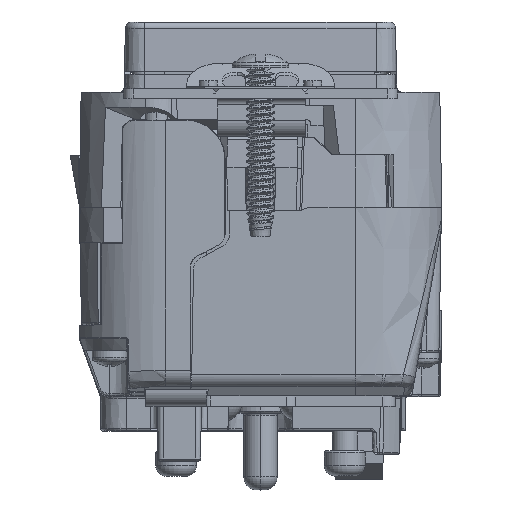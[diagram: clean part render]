
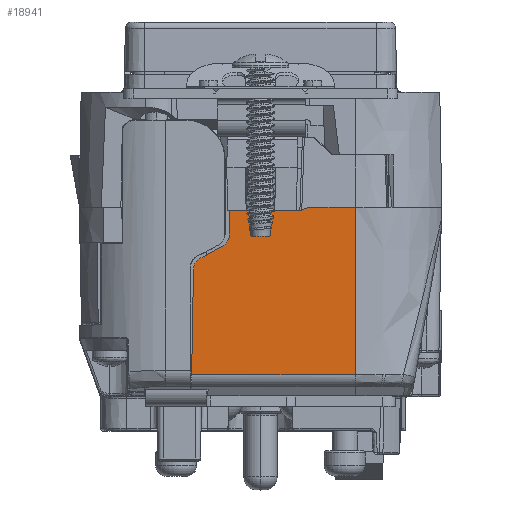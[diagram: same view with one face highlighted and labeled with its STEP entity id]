
A CAD part, top view. The second image highlights one B-rep face of the part: STEP entity #18941.
In plain terms, the highlighted planar face has unit normal (0, -0.018, 1).
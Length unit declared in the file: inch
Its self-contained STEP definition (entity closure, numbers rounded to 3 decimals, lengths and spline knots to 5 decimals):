
#2696 = VECTOR ( 'NONE', #126716, 39.37008 ) ;
#3922 = ORIENTED_EDGE ( 'NONE', *, *, #109669, .T. ) ;
#4401 = DIRECTION ( 'NONE',  ( 0., -1., -0.017 ) ) ;
#5016 = VERTEX_POINT ( 'NONE', #49966 ) ;
#6229 = EDGE_CURVE ( 'NONE', #110737, #59846, #98124, .T. ) ;
#8271 = CARTESIAN_POINT ( 'NONE',  ( 1.57018, 1.2021, 4.54535 ) ) ;
#8425 = LINE ( 'NONE', #58447, #145681 ) ;
#8959 = CARTESIAN_POINT ( 'NONE',  ( 1.57117, 2.00158, 4.5593 ) ) ;
#10634 = VERTEX_POINT ( 'NONE', #131875 ) ;
#11136 = ORIENTED_EDGE ( 'NONE', *, *, #135150, .T. ) ;
#11502 = VERTEX_POINT ( 'NONE', #81767 ) ;
#15216 = VECTOR ( 'NONE', #145716, 39.37008 ) ;
#16222 = EDGE_CURVE ( 'NONE', #108183, #26458, #61022, .T. ) ;
#17755 = ORIENTED_EDGE ( 'NONE', *, *, #26462, .T. ) ;
#18941 = ADVANCED_FACE ( 'NONE', ( #39740 ), #63404, .T. ) ;
#19911 = CARTESIAN_POINT ( 'NONE',  ( 1.57117, 1.2021, 4.54535 ) ) ;
#20166 = CARTESIAN_POINT ( 'NONE',  ( 1.34713, 2.00158, 4.5593 ) ) ;
#23642 = CARTESIAN_POINT ( 'NONE',  ( 0.96817, 1.86911, 4.55699 ) ) ;
#24855 = VECTOR ( 'NONE', #146075, 39.37008 ) ;
#26458 = VERTEX_POINT ( 'NONE', #135327 ) ;
#26462 = EDGE_CURVE ( 'NONE', #5016, #110737, #53410, .T. ) ;
#27445 = ORIENTED_EDGE ( 'NONE', *, *, #105561, .T. ) ;
#28572 = DIRECTION ( 'NONE',  ( 0., -0.017, 1. ) ) ;
#28987 = CARTESIAN_POINT ( 'NONE',  ( 1.57084, 1.2021, 4.54535 ) ) ;
#29478 = CARTESIAN_POINT ( 'NONE',  ( 1.57051, 1.2021, 4.54535 ) ) ;
#33553 =( BOUNDED_CURVE ( )  B_SPLINE_CURVE ( 3, ( #147252, #66056, #135669, #110901 ),
 .UNSPECIFIED., .F., .T. ) 
 B_SPLINE_CURVE_WITH_KNOTS ( ( 4, 4 ),
 ( 0.41348, 1.55334 ),
 .UNSPECIFIED. ) 
 CURVE ( )  GEOMETRIC_REPRESENTATION_ITEM ( )  RATIONAL_B_SPLINE_CURVE ( ( 1., 0.895, 0.895, 1. ) ) 
 REPRESENTATION_ITEM ( '' )  );
#36221 = ORIENTED_EDGE ( 'NONE', *, *, #132424, .T. ) ;
#36254 = EDGE_LOOP ( 'NONE', ( #11136, #47522, #36221, #27445, #17755, #59696, #128467, #118561, #70296, #3922, #105339, #84345 ) ) ;
#39740 = FACE_OUTER_BOUND ( 'NONE', #36254, .T. ) ;
#39879 = CARTESIAN_POINT ( 'NONE',  ( 0.90699, 1.79637, 4.55572 ) ) ;
#40598 = CARTESIAN_POINT ( 'NONE',  ( 1.35302, 2.00372, 4.55934 ) ) ;
#41590 = CARTESIAN_POINT ( 'NONE',  ( 1.57017, 1.2021, 4.54535 ) ) ;
#42509 = CARTESIAN_POINT ( 'NONE',  ( 1.57117, 2.00158, 4.5593 ) ) ;
#44163 = DIRECTION ( 'NONE',  ( 1., 0., 0. ) ) ;
#46054 = CARTESIAN_POINT ( 'NONE',  ( 1.311, 1.98843, 4.55907 ) ) ;
#47509 = B_SPLINE_CURVE_WITH_KNOTS ( 'NONE', 3,
 ( #46054, #47535, #139838, #57593 ),
 .UNSPECIFIED., .F., .F.,
 ( 4, 4 ),
 ( 0., 1. ),
 .UNSPECIFIED. ) ;
#47522 = ORIENTED_EDGE ( 'NONE', *, *, #16222, .T. ) ;
#47535 = CARTESIAN_POINT ( 'NONE',  ( 1.31093, 1.98803, 4.55907 ) ) ;
#49085 = EDGE_CURVE ( 'NONE', #59846, #10634, #47509, .T. ) ;
#49948 = CARTESIAN_POINT ( 'NONE',  ( 0.94129, 1.81908, 4.55612 ) ) ;
#49966 = CARTESIAN_POINT ( 'NONE',  ( 1.57117, 2.00158, 4.5593 ) ) ;
#52926 = EDGE_CURVE ( 'NONE', #126584, #148980, #8425, .T. ) ;
#53410 = LINE ( 'NONE', #42509, #83688 ) ;
#54792 = LINE ( 'NONE', #8959, #15216 ) ;
#55207 = CARTESIAN_POINT ( 'NONE',  ( 1.57117, 1.2021, 4.54535 ) ) ;
#57593 = CARTESIAN_POINT ( 'NONE',  ( 1.31071, 1.98658, 4.55904 ) ) ;
#58447 = CARTESIAN_POINT ( 'NONE',  ( 0.96817, 2.00158, 4.5593 ) ) ;
#59696 = ORIENTED_EDGE ( 'NONE', *, *, #6229, .T. ) ;
#59846 = VERTEX_POINT ( 'NONE', #132451 ) ;
#60765 = B_SPLINE_CURVE_WITH_KNOTS ( 'NONE', 3,
 ( #98038, #41590, #8271, #89014, #29478, #28987, #19911 ),
 .UNSPECIFIED., .F., .F.,
 ( 4, 3, 4 ),
 ( 0., 0., 0.00003 ),
 .UNSPECIFIED. ) ;
#61022 = LINE ( 'NONE', #55207, #135198 ) ;
#61217 = AXIS2_PLACEMENT_3D ( 'NONE', #142596, #28572, #4401 ) ;
#63404 = PLANE ( 'NONE',  #61217 ) ;
#66056 = CARTESIAN_POINT ( 'NONE',  ( 0.81111, 1.75045, 4.55492 ) ) ;
#68287 = CARTESIAN_POINT ( 'NONE',  ( 1.57117, 1.98658, 4.55904 ) ) ;
#69417 = CARTESIAN_POINT ( 'NONE',  ( 1.57117, 1.2021, 4.54535 ) ) ;
#70296 = ORIENTED_EDGE ( 'NONE', *, *, #52926, .T. ) ;
#71825 = CARTESIAN_POINT ( 'NONE',  ( 0.96817, 1.98658, 4.55904 ) ) ;
#71966 =( BOUNDED_CURVE ( )  B_SPLINE_CURVE ( 3, ( #119549, #107412, #39879, #49948 ),
 .UNSPECIFIED., .F., .F. ) 
 B_SPLINE_CURVE_WITH_KNOTS ( ( 4, 4 ),
 ( 3.55508, 3.72651 ),
 .UNSPECIFIED. ) 
 CURVE ( )  GEOMETRIC_REPRESENTATION_ITEM ( )  RATIONAL_B_SPLINE_CURVE ( ( 1., 0.998, 0.998, 1. ) ) 
 REPRESENTATION_ITEM ( '' )  );
#81125 = CARTESIAN_POINT ( 'NONE',  ( 0.94129, 1.81908, 4.55612 ) ) ;
#81767 = CARTESIAN_POINT ( 'NONE',  ( 0.79732, 1.70625, 4.55415 ) ) ;
#83688 = VECTOR ( 'NONE', #111528, 39.37008 ) ;
#84345 = ORIENTED_EDGE ( 'NONE', *, *, #141002, .T. ) ;
#85389 = EDGE_CURVE ( 'NONE', #134942, #114489, #71966, .T. ) ;
#85591 = VECTOR ( 'NONE', #99056, 39.37008 ) ;
#86241 = LINE ( 'NONE', #99607, #24855 ) ;
#86585 = CARTESIAN_POINT ( 'NONE',  ( 0.83321, 1.76014, 4.55509 ) ) ;
#89014 = CARTESIAN_POINT ( 'NONE',  ( 1.57019, 1.2021, 4.54535 ) ) ;
#92132 =( BOUNDED_CURVE ( )  B_SPLINE_CURVE ( 3, ( #23642, #139609, #140116, #81125 ),
 .UNSPECIFIED., .F., .F. ) 
 B_SPLINE_CURVE_WITH_KNOTS ( ( 4, 4 ),
 ( 1.5708, 2.55667 ),
 .UNSPECIFIED. ) 
 CURVE ( )  GEOMETRIC_REPRESENTATION_ITEM ( )  RATIONAL_B_SPLINE_CURVE ( ( 1., 0.921, 0.921, 1. ) ) 
 REPRESENTATION_ITEM ( '' )  );
#96427 = CARTESIAN_POINT ( 'NONE',  ( 0.96817, 1.86911, 4.55699 ) ) ;
#98038 = CARTESIAN_POINT ( 'NONE',  ( 1.57017, 1.2021, 4.54535 ) ) ;
#98124 = LINE ( 'NONE', #40598, #85591 ) ;
#98619 = CARTESIAN_POINT ( 'NONE',  ( 0.78852, 1.2021, 4.54535 ) ) ;
#98840 = EDGE_CURVE ( 'NONE', #10634, #126584, #123506, .T. ) ;
#99056 = DIRECTION ( 'NONE',  ( -0.94, -0.342, -0.006 ) ) ;
#99607 = CARTESIAN_POINT ( 'NONE',  ( 0.78759, 1.14884, 4.54442 ) ) ;
#104324 = DIRECTION ( 'NONE',  ( 0., -1., -0.017 ) ) ;
#105339 = ORIENTED_EDGE ( 'NONE', *, *, #85389, .F. ) ;
#105561 = EDGE_CURVE ( 'NONE', #113048, #5016, #54792, .T. ) ;
#107412 = CARTESIAN_POINT ( 'NONE',  ( 0.87088, 1.77667, 4.55538 ) ) ;
#108183 = VERTEX_POINT ( 'NONE', #98619 ) ;
#109669 = EDGE_CURVE ( 'NONE', #148980, #114489, #92132, .T. ) ;
#110737 = VERTEX_POINT ( 'NONE', #20166 ) ;
#110901 = CARTESIAN_POINT ( 'NONE',  ( 0.79732, 1.70625, 4.55415 ) ) ;
#111528 = DIRECTION ( 'NONE',  ( -1., 0., 0. ) ) ;
#113048 = VERTEX_POINT ( 'NONE', #69417 ) ;
#114489 = VERTEX_POINT ( 'NONE', #141606 ) ;
#118561 = ORIENTED_EDGE ( 'NONE', *, *, #98840, .T. ) ;
#119549 = CARTESIAN_POINT ( 'NONE',  ( 0.83321, 1.76014, 4.55509 ) ) ;
#123506 = LINE ( 'NONE', #68287, #2696 ) ;
#126584 = VERTEX_POINT ( 'NONE', #71825 ) ;
#126716 = DIRECTION ( 'NONE',  ( -1., 0., 0. ) ) ;
#128467 = ORIENTED_EDGE ( 'NONE', *, *, #49085, .T. ) ;
#131875 = CARTESIAN_POINT ( 'NONE',  ( 1.31071, 1.98658, 4.55904 ) ) ;
#132424 = EDGE_CURVE ( 'NONE', #26458, #113048, #60765, .T. ) ;
#132451 = CARTESIAN_POINT ( 'NONE',  ( 1.311, 1.98843, 4.55907 ) ) ;
#134942 = VERTEX_POINT ( 'NONE', #86585 ) ;
#135150 = EDGE_CURVE ( 'NONE', #11502, #108183, #86241, .T. ) ;
#135198 = VECTOR ( 'NONE', #44163, 39.37008 ) ;
#135327 = CARTESIAN_POINT ( 'NONE',  ( 1.57017, 1.2021, 4.54535 ) ) ;
#135669 = CARTESIAN_POINT ( 'NONE',  ( 0.79774, 1.73037, 4.55457 ) ) ;
#139609 = CARTESIAN_POINT ( 'NONE',  ( 0.96817, 1.84855, 4.55663 ) ) ;
#139838 = CARTESIAN_POINT ( 'NONE',  ( 1.31077, 1.987, 4.55905 ) ) ;
#140116 = CARTESIAN_POINT ( 'NONE',  ( 0.95844, 1.83043, 4.55632 ) ) ;
#141002 = EDGE_CURVE ( 'NONE', #134942, #11502, #33553, .T. ) ;
#141606 = CARTESIAN_POINT ( 'NONE',  ( 0.94129, 1.81908, 4.55612 ) ) ;
#142596 = CARTESIAN_POINT ( 'NONE',  ( 1.57117, 2.00158, 4.5593 ) ) ;
#145681 = VECTOR ( 'NONE', #104324, 39.37008 ) ;
#145716 = DIRECTION ( 'NONE',  ( 0., 1., 0.017 ) ) ;
#146075 = DIRECTION ( 'NONE',  ( -0.017, -1., -0.017 ) ) ;
#147252 = CARTESIAN_POINT ( 'NONE',  ( 0.83321, 1.76014, 4.55509 ) ) ;
#148980 = VERTEX_POINT ( 'NONE', #96427 ) ;
